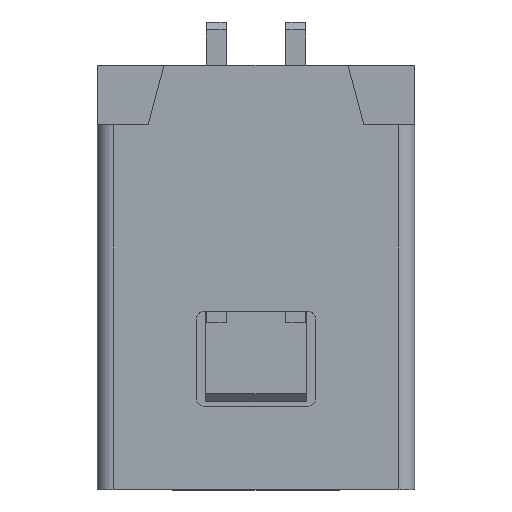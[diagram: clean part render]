
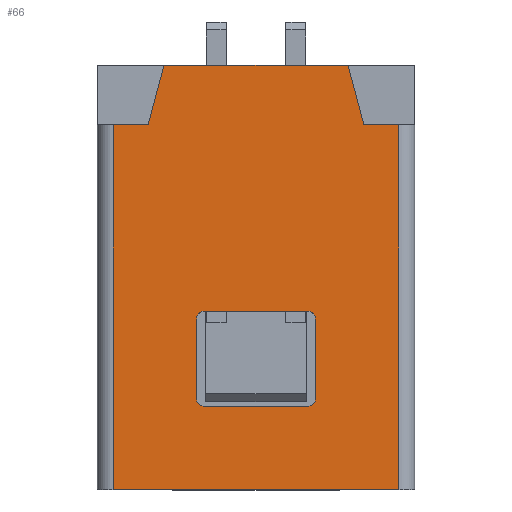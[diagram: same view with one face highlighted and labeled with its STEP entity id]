
A CAD part, top view. The second image highlights one B-rep face of the part: STEP entity #66.
In plain terms, the highlighted planar face has unit normal (0, 0, 1).
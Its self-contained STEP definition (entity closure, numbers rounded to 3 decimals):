
#66=ADVANCED_FACE('',(#209,#210),#211,.F.);
#209=FACE_BOUND('',#465,.T.);
#210=FACE_OUTER_BOUND('',#466,.T.);
#211=PLANE('',#467);
#465=EDGE_LOOP('',(#858,#859,#860,#861,#862,#863,#864,#865));
#466=EDGE_LOOP('',(#866,#867,#868,#869,#870,#871,#872,#873));
#467=AXIS2_PLACEMENT_3D('',#874,#875,#876);
#858=ORIENTED_EDGE('',*,*,#1883,.F.);
#859=ORIENTED_EDGE('',*,*,#1884,.F.);
#860=ORIENTED_EDGE('',*,*,#1885,.F.);
#861=ORIENTED_EDGE('',*,*,#1886,.F.);
#862=ORIENTED_EDGE('',*,*,#1887,.F.);
#863=ORIENTED_EDGE('',*,*,#1888,.F.);
#864=ORIENTED_EDGE('',*,*,#1889,.F.);
#865=ORIENTED_EDGE('',*,*,#1890,.F.);
#866=ORIENTED_EDGE('',*,*,#1891,.F.);
#867=ORIENTED_EDGE('',*,*,#1892,.T.);
#868=ORIENTED_EDGE('',*,*,#1827,.F.);
#869=ORIENTED_EDGE('',*,*,#1893,.T.);
#870=ORIENTED_EDGE('',*,*,#1894,.F.);
#871=ORIENTED_EDGE('',*,*,#1895,.F.);
#872=ORIENTED_EDGE('',*,*,#1871,.T.);
#873=ORIENTED_EDGE('',*,*,#1896,.F.);
#874=CARTESIAN_POINT('',(2.0,6.24,2.94));
#875=DIRECTION('',(0.0,0.0,-1.0));
#876=DIRECTION('',(0.0,-1.0,0.0));
#1827=EDGE_CURVE('',#2227,#2228,#2229,.T.);
#1871=EDGE_CURVE('',#2311,#2309,#2312,.T.);
#1883=EDGE_CURVE('',#2330,#2331,#2332,.T.);
#1884=EDGE_CURVE('',#2333,#2330,#2334,.T.);
#1885=EDGE_CURVE('',#2335,#2333,#2336,.T.);
#1886=EDGE_CURVE('',#2337,#2335,#2338,.T.);
#1887=EDGE_CURVE('',#2339,#2337,#2340,.T.);
#1888=EDGE_CURVE('',#2341,#2339,#2342,.T.);
#1889=EDGE_CURVE('',#2343,#2341,#2344,.T.);
#1890=EDGE_CURVE('',#2331,#2343,#2345,.T.);
#1891=EDGE_CURVE('',#2346,#2347,#2348,.T.);
#1892=EDGE_CURVE('',#2346,#2228,#2349,.T.);
#1893=EDGE_CURVE('',#2227,#2350,#2351,.T.);
#1894=EDGE_CURVE('',#2352,#2350,#2353,.T.);
#1895=EDGE_CURVE('',#2311,#2352,#2354,.T.);
#1896=EDGE_CURVE('',#2347,#2309,#2355,.T.);
#2227=VERTEX_POINT('',#2868);
#2228=VERTEX_POINT('',#2869);
#2229=LINE('',#2870,#2871);
#2309=VERTEX_POINT('',#2991);
#2311=VERTEX_POINT('',#2994);
#2312=LINE('',#2995,#2996);
#2330=VERTEX_POINT('',#3025);
#2331=VERTEX_POINT('',#3026);
#2332=CIRCLE('',#3027,0.1);
#2333=VERTEX_POINT('',#3028);
#2334=LINE('',#3029,#3030);
#2335=VERTEX_POINT('',#3031);
#2336=CIRCLE('',#3032,0.1);
#2337=VERTEX_POINT('',#3033);
#2338=LINE('',#3034,#3035);
#2339=VERTEX_POINT('',#3036);
#2340=CIRCLE('',#3037,0.1);
#2341=VERTEX_POINT('',#3038);
#2342=LINE('',#3039,#3040);
#2343=VERTEX_POINT('',#3041);
#2344=CIRCLE('',#3042,0.1);
#2345=LINE('',#3043,#3044);
#2346=VERTEX_POINT('',#3045);
#2347=VERTEX_POINT('',#3046);
#2348=LINE('',#3047,#3048);
#2349=LINE('',#3049,#3050);
#2350=VERTEX_POINT('',#3051);
#2351=LINE('',#3052,#3053);
#2352=VERTEX_POINT('',#3054);
#2353=LINE('',#3055,#3056);
#2354=LINE('',#3057,#3058);
#2355=LINE('',#3059,#3060);
#2868=CARTESIAN_POINT('',(1.8,0.89,2.94));
#2869=CARTESIAN_POINT('',(-1.8,0.89,2.94));
#2870=CARTESIAN_POINT('',(2.0,0.89,2.94));
#2871=VECTOR('',#3711,1.0);
#2991=CARTESIAN_POINT('',(-1.16,6.24,2.94));
#2994=CARTESIAN_POINT('',(1.16,6.24,2.94));
#2995=CARTESIAN_POINT('',(2.0,6.24,2.94));
#2996=VECTOR('',#3759,1.0);
#3025=CARTESIAN_POINT('',(-0.75,2.04,2.94));
#3026=CARTESIAN_POINT('',(-0.65,1.94,2.94));
#3027=AXIS2_PLACEMENT_3D('',#3771,#3772,#3773);
#3028=CARTESIAN_POINT('',(-0.75,3.04,2.94));
#3029=CARTESIAN_POINT('',(-0.75,3.04,2.94));
#3030=VECTOR('',#3774,1.0);
#3031=CARTESIAN_POINT('',(-0.65,3.14,2.94));
#3032=AXIS2_PLACEMENT_3D('',#3775,#3776,#3777);
#3033=CARTESIAN_POINT('',(0.65,3.14,2.94));
#3034=CARTESIAN_POINT('',(0.65,3.14,2.94));
#3035=VECTOR('',#3778,1.0);
#3036=CARTESIAN_POINT('',(0.75,3.04,2.94));
#3037=AXIS2_PLACEMENT_3D('',#3779,#3780,#3781);
#3038=CARTESIAN_POINT('',(0.75,2.04,2.94));
#3039=CARTESIAN_POINT('',(0.75,2.04,2.94));
#3040=VECTOR('',#3782,1.0);
#3041=CARTESIAN_POINT('',(0.65,1.94,2.94));
#3042=AXIS2_PLACEMENT_3D('',#3783,#3784,#3785);
#3043=CARTESIAN_POINT('',(-0.65,1.94,2.94));
#3044=VECTOR('',#3786,1.0);
#3045=CARTESIAN_POINT('',(-1.8,5.49,2.94));
#3046=CARTESIAN_POINT('',(-1.36,5.49,2.94));
#3047=CARTESIAN_POINT('',(-2.0,5.49,2.94));
#3048=VECTOR('',#3787,1.0);
#3049=CARTESIAN_POINT('',(-1.8,6.24,2.94));
#3050=VECTOR('',#3788,1.0);
#3051=CARTESIAN_POINT('',(1.8,5.49,2.94));
#3052=CARTESIAN_POINT('',(1.8,5.49,2.94));
#3053=VECTOR('',#3789,1.0);
#3054=CARTESIAN_POINT('',(1.36,5.49,2.94));
#3055=CARTESIAN_POINT('',(1.36,5.49,2.94));
#3056=VECTOR('',#3790,1.0);
#3057=CARTESIAN_POINT('',(1.16,6.24,2.94));
#3058=VECTOR('',#3791,1.0);
#3059=CARTESIAN_POINT('',(-1.36,5.49,2.94));
#3060=VECTOR('',#3792,1.0);
#3711=DIRECTION('',(-1.0,0.0,0.0));
#3759=DIRECTION('',(-1.0,0.0,0.0));
#3771=CARTESIAN_POINT('',(-0.65,2.04,2.94));
#3772=DIRECTION('',(0.0,0.0,1.0));
#3773=DIRECTION('',(-1.0,0.0,0.0));
#3774=DIRECTION('',(0.,-1.0,0.0));
#3775=CARTESIAN_POINT('',(-0.65,3.04,2.94));
#3776=DIRECTION('',(0.0,0.0,1.0));
#3777=DIRECTION('',(-1.0,0.0,0.0));
#3778=DIRECTION('',(-1.0,0.,0.0));
#3779=CARTESIAN_POINT('',(0.65,3.04,2.94));
#3780=DIRECTION('',(0.0,0.0,1.0));
#3781=DIRECTION('',(-1.0,0.0,0.0));
#3782=DIRECTION('',(0.,1.0,0.0));
#3783=CARTESIAN_POINT('',(0.65,2.04,2.94));
#3784=DIRECTION('',(0.0,0.0,1.0));
#3785=DIRECTION('',(-1.0,0.0,0.0));
#3786=DIRECTION('',(1.0,0.0,0.0));
#3787=DIRECTION('',(1.0,0.0,0.0));
#3788=DIRECTION('',(0.0,-1.0,0.0));
#3789=DIRECTION('',(0.0,1.0,0.0));
#3790=DIRECTION('',(1.0,0.0,0.0));
#3791=DIRECTION('',(0.258,-0.966,0.0));
#3792=DIRECTION('',(0.258,0.966,0.0));
